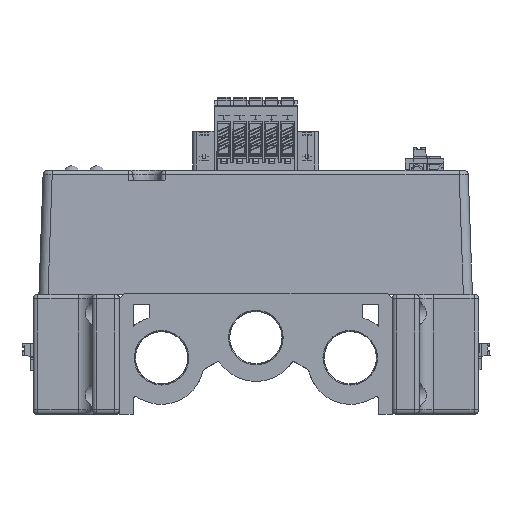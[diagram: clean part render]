
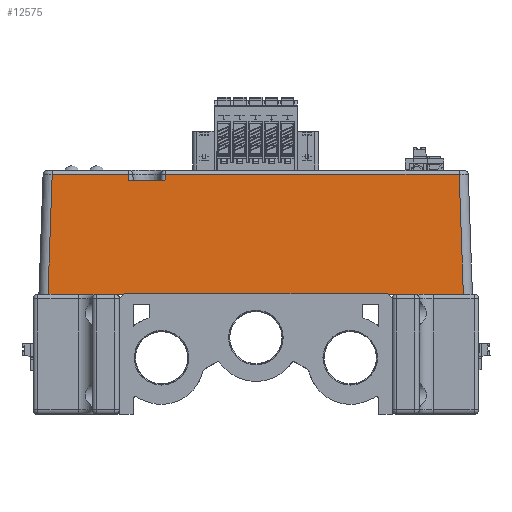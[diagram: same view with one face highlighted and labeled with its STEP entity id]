
A CAD part, front view. The second image highlights one B-rep face of the part: STEP entity #12575.
In plain terms, the highlighted planar face has unit normal (0, -0.999, 0.035).
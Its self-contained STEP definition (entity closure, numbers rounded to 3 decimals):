
#4871=FACE_OUTER_BOUND('',#31220,.T.);
#12575=ADVANCED_FACE('',(#4871),#19951,.T.);
#19951=PLANE('',#159151);
#31220=EDGE_LOOP('',(#52232,#52233,#52234,#52235,#52236,#52237,#52238,#52239,
#52240,#52241));
#52232=ORIENTED_EDGE('',*,*,#105151,.T.);
#52233=ORIENTED_EDGE('',*,*,#105212,.T.);
#52234=ORIENTED_EDGE('',*,*,#105213,.F.);
#52235=ORIENTED_EDGE('',*,*,#105214,.T.);
#52236=ORIENTED_EDGE('',*,*,#105215,.T.);
#52237=ORIENTED_EDGE('',*,*,#105216,.T.);
#52238=ORIENTED_EDGE('',*,*,#105217,.T.);
#52239=ORIENTED_EDGE('',*,*,#104919,.T.);
#52240=ORIENTED_EDGE('',*,*,#99014,.T.);
#52241=ORIENTED_EDGE('',*,*,#105218,.T.);
#84098=VERTEX_POINT('',#210129);
#84099=VERTEX_POINT('',#210131);
#87988=VERTEX_POINT('',#224313);
#88214=VERTEX_POINT('',#224815);
#88215=VERTEX_POINT('',#224817);
#88258=VERTEX_POINT('',#224952);
#88259=VERTEX_POINT('',#224954);
#88260=VERTEX_POINT('',#224956);
#88261=VERTEX_POINT('',#224958);
#88262=VERTEX_POINT('',#224960);
#99014=EDGE_CURVE('',#84099,#84098,#121034,.T.);
#104919=EDGE_CURVE('',#87988,#84099,#125786,.T.);
#105151=EDGE_CURVE('',#88215,#88214,#125955,.T.);
#105212=EDGE_CURVE('',#88214,#88258,#125995,.T.);
#105213=EDGE_CURVE('',#88259,#88258,#125996,.T.);
#105214=EDGE_CURVE('',#88259,#88260,#125997,.T.);
#105215=EDGE_CURVE('',#88260,#88261,#125998,.T.);
#105216=EDGE_CURVE('',#88261,#88262,#125999,.T.);
#105217=EDGE_CURVE('',#88262,#87988,#126000,.T.);
#105218=EDGE_CURVE('',#84098,#88215,#126001,.T.);
#121034=LINE('',#210130,#138266);
#125786=LINE('',#224312,#143018);
#125955=LINE('',#224816,#143187);
#125995=LINE('',#224951,#143227);
#125996=LINE('',#224953,#143228);
#125997=LINE('',#224955,#143229);
#125998=LINE('',#224957,#143230);
#125999=LINE('',#224959,#143231);
#126000=LINE('',#224961,#143232);
#126001=LINE('',#224962,#143233);
#138266=VECTOR('',#168050,1.);
#143018=VECTOR('',#178812,1.);
#143187=VECTOR('',#179129,1.);
#143227=VECTOR('',#179249,1.);
#143228=VECTOR('',#179250,1.);
#143229=VECTOR('',#179251,1.);
#143230=VECTOR('',#179252,1.);
#143231=VECTOR('',#179253,1.);
#143232=VECTOR('',#179254,1.);
#143233=VECTOR('',#179255,1.);
#159151=AXIS2_PLACEMENT_3D('',#224963,#179256,#179257);
#168050=DIRECTION('',(1.,0.,0.));
#178812=DIRECTION('',(1.,0.,0.));
#179129=DIRECTION('',(-1.,0.,0.));
#179249=DIRECTION('',(-0.044,-0.035,-0.998));
#179250=DIRECTION('',(1.,0.,0.));
#179251=DIRECTION('',(-0.044,0.035,0.998));
#179252=DIRECTION('',(-1.,0.,0.));
#179253=DIRECTION('',(-0.035,-0.035,-0.999));
#179254=DIRECTION('',(1.,0.,0.));
#179255=DIRECTION('',(-0.035,0.035,0.999));
#179256=DIRECTION('',(0.,-0.999,0.035));
#179257=DIRECTION('',(0.,-0.035,-0.999));
#210129=CARTESIAN_POINT('',(595.687,-1316.826,-0.1));
#210130=CARTESIAN_POINT('',(580.05,-1316.826,-0.1));
#210131=CARTESIAN_POINT('',(581.05,-1316.826,-0.1));
#224312=CARTESIAN_POINT('',(580.05,-1316.826,-0.1));
#224313=CARTESIAN_POINT('',(519.05,-1316.826,-0.1));
#224815=CARTESIAN_POINT('',(530.108,-1315.907,26.235));
#224816=CARTESIAN_POINT('',(529.05,-1315.907,26.235));
#224817=CARTESIAN_POINT('',(594.767,-1315.907,26.235));
#224951=CARTESIAN_POINT('',(530.048,-1315.955,24.856));
#224952=CARTESIAN_POINT('',(530.049,-1315.953,24.9));
#224953=CARTESIAN_POINT('',(526.05,-1315.953,24.9));
#224954=CARTESIAN_POINT('',(522.051,-1315.953,24.9));
#224955=CARTESIAN_POINT('',(521.994,-1315.908,26.191));
#224956=CARTESIAN_POINT('',(521.992,-1315.907,26.235));
#224957=CARTESIAN_POINT('',(505.266,-1315.907,26.235));
#224958=CARTESIAN_POINT('',(505.233,-1315.907,26.235));
#224959=CARTESIAN_POINT('',(504.056,-1317.083,-7.463));
#224960=CARTESIAN_POINT('',(504.313,-1316.826,-0.1));
#224961=CARTESIAN_POINT('',(580.05,-1316.826,-0.1));
#224962=CARTESIAN_POINT('',(595.944,-1317.083,-7.463));
#224963=CARTESIAN_POINT('',(550.,-1317.141,-9.1));
